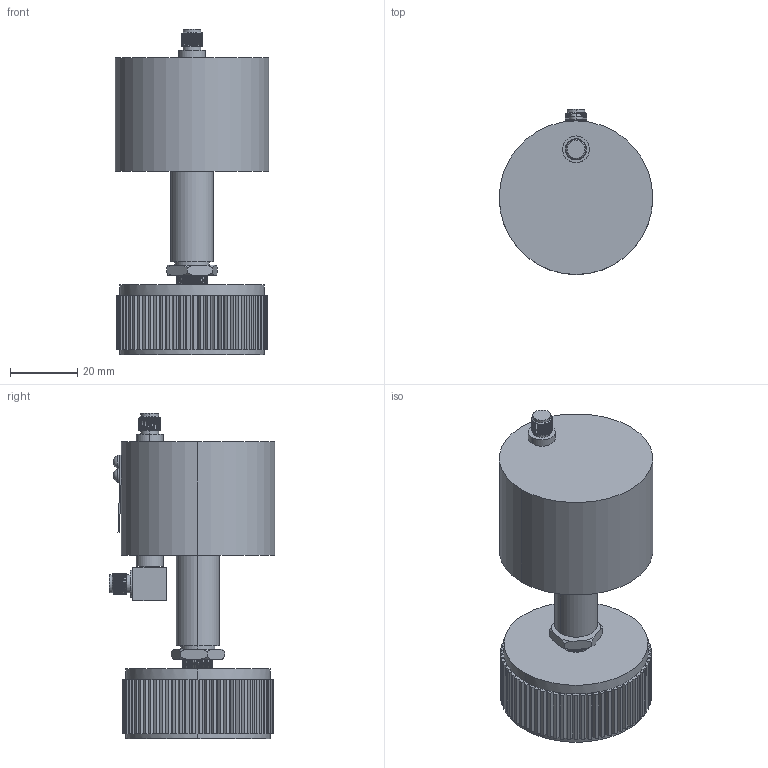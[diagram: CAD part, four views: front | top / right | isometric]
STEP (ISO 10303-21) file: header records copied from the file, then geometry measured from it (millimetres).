
FILE_DESCRIPTION (( 'STEP AP203' ), '1' );
FILE_NAME ('PE7442-9_3D.STEP', '2022-05-18T12:28:15', ( '' ), ( '' ), 'SwSTEP 2.0', 'SolidWorks 2021', '' );
FILE_SCHEMA (( 'CONFIG_CONTROL_DESIGN' ));
Length unit declared in the file: millimetre
Products named in the file (6): RSA_KNOB_MA1; RSA_SMAF_RA_MA1; RSA_SMAF_S_MA1; PE7442-9_3D; RSA_NUT_MA1; RSA_BODY_MA1
Assembly tree (5 placements, depth 2):
  PE7442-9_3D
    RSA_BODY_MA1
    RSA_NUT_MA1
    RSA_KNOB_MA1
    RSA_SMAF_S_MA1
    RSA_SMAF_RA_MA1
Bounding box: 45.8 x 49.32 x 97.01 mm (x, y, z)
Volume: 93264.9 mm3; surface area: 19110.3 mm2
Topology: 6 solids, 6 shells, 673 faces, 1604 edges, 973 vertices
Faces by surface type: plane 382, cylinder 187, bspline 84, cone 16, torus 4
Entity records: 28631 total; most frequent: CARTESIAN_POINT 13417, ORIENTED_EDGE 3208, DIRECTION 2800, EDGE_CURVE 1604, VERTEX_POINT 973, AXIS2_PLACEMENT_3D 965, VECTOR 870, LINE 870
